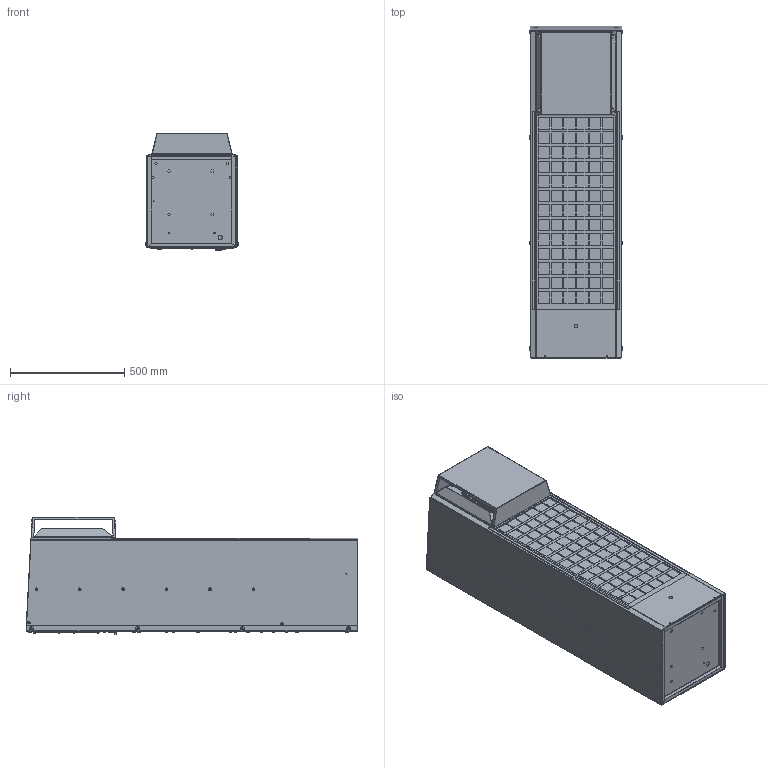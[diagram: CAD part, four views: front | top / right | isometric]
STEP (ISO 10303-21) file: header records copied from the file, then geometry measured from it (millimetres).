
FILE_DESCRIPTION (( 'STEP AP203' ), '1' );
FILE_NAME ('13384036355_Default.step', '2025-03-21T19:54:20', ( 'Windows User' ), ( 'AUTOMATION DIRECT' ), 'SwSTEP 2.0', 'SolidWorks 2024', '' );
FILE_SCHEMA (( 'CONFIG_CONTROL_DESIGN' ));
Products named in the file (1): 13384036355_Default
Bounding box: 409.28 x 1452.14 x 512.82 mm (x, y, z)
Volume: 219155661.8 mm3; surface area: 7738783.7 mm2
Topology: 1 solids, 19 shells, 6463 faces, 17015 edges, 10724 vertices
Faces by surface type: plane 3532, cylinder 1827, cone 526, torus 278, sphere 178, bspline 122
Full cylindrical faces by diameter (mm): 4.2 x3, 4.8 x7
Entity records: 254095 total; most frequent: CARTESIAN_POINT 123533, ORIENTED_EDGE 33548, EDGE_CURVE 16774, DIRECTION 15769, B_SPLINE_CURVE_WITH_KNOTS 14329, VERTEX_POINT 10581, EDGE_LOOP 7859, AXIS2_PLACEMENT_3D 7156
